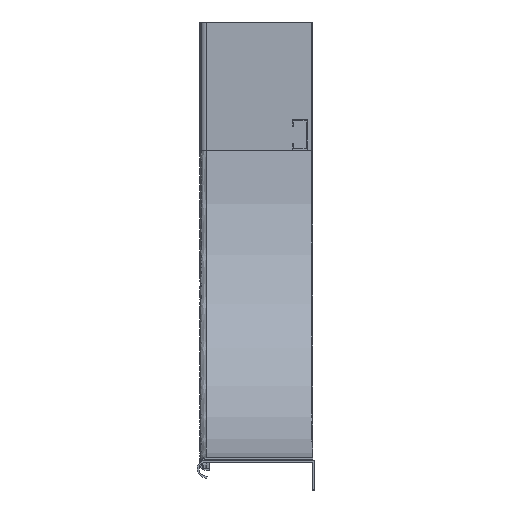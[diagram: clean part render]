
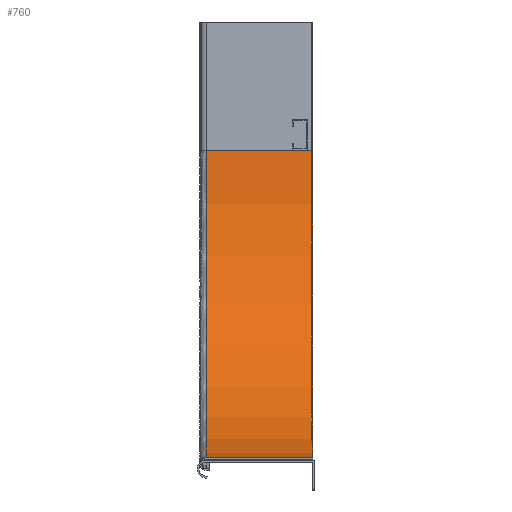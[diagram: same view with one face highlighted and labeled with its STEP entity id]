
A CAD part, left-side view. The second image highlights one B-rep face of the part: STEP entity #760.
In plain terms, the highlighted cylindrical face has radius 300 mm (diameter 600 mm), a partial arc.
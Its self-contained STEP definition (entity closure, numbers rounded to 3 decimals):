
#361 = CARTESIAN_POINT ( 'NONE',  ( 0., 0., -125. ) ) ;
#615 = VERTEX_POINT ( 'NONE', #4155 ) ;
#760 = ADVANCED_FACE ( 'NONE', ( #13329 ), #14175, .F. ) ;
#822 = CIRCLE ( 'NONE', #17510, 300. ) ;
#1095 = VECTOR ( 'NONE', #8358, 1000. ) ;
#1120 = CARTESIAN_POINT ( 'NONE',  ( 0., 104., -125. ) ) ;
#2091 = LINE ( 'NONE', #17580, #2569 ) ;
#2569 = VECTOR ( 'NONE', #17398, 1000. ) ;
#2985 = CIRCLE ( 'NONE', #8136, 300. ) ;
#3539 = VERTEX_POINT ( 'NONE', #361 ) ;
#4155 = CARTESIAN_POINT ( 'NONE',  ( 300., 104., -425. ) ) ;
#4405 = EDGE_CURVE ( 'NONE', #3539, #7943, #2091, .T. ) ;
#4636 = EDGE_CURVE ( 'NONE', #615, #7674, #16071, .T. ) ;
#5224 = AXIS2_PLACEMENT_3D ( 'NONE', #14850, #17388, #10548 ) ;
#5901 = EDGE_LOOP ( 'NONE', ( #12145, #11266, #10813, #10368 ) ) ;
#6224 = CARTESIAN_POINT ( 'NONE',  ( 300., 0., -425. ) ) ;
#7133 = CARTESIAN_POINT ( 'NONE',  ( 300., 104., -125. ) ) ;
#7549 = CARTESIAN_POINT ( 'NONE',  ( 300., 0., -425. ) ) ;
#7674 = VERTEX_POINT ( 'NONE', #6224 ) ;
#7943 = VERTEX_POINT ( 'NONE', #1120 ) ;
#8021 = DIRECTION ( 'NONE',  ( 0., 1., 0. ) ) ;
#8136 = AXIS2_PLACEMENT_3D ( 'NONE', #16165, #8021, #17518 ) ;
#8358 = DIRECTION ( 'NONE',  ( 0., -1., 0. ) ) ;
#8496 = DIRECTION ( 'NONE',  ( 0., 0., -1. ) ) ;
#9870 = EDGE_CURVE ( 'NONE', #7943, #615, #822, .T. ) ;
#10368 = ORIENTED_EDGE ( 'NONE', *, *, #4405, .F. ) ;
#10548 = DIRECTION ( 'NONE',  ( 0., 0., -1. ) ) ;
#10813 = ORIENTED_EDGE ( 'NONE', *, *, #9870, .F. ) ;
#11266 = ORIENTED_EDGE ( 'NONE', *, *, #4636, .F. ) ;
#12145 = ORIENTED_EDGE ( 'NONE', *, *, #17440, .F. ) ;
#13329 = FACE_OUTER_BOUND ( 'NONE', #5901, .T. ) ;
#14175 = CYLINDRICAL_SURFACE ( 'NONE', #5224, 300. ) ;
#14850 = CARTESIAN_POINT ( 'NONE',  ( 300., 0., -125. ) ) ;
#16071 = LINE ( 'NONE', #7549, #1095 ) ;
#16165 = CARTESIAN_POINT ( 'NONE',  ( 300., 0., -125. ) ) ;
#16640 = DIRECTION ( 'NONE',  ( 0., -1., 0. ) ) ;
#17388 = DIRECTION ( 'NONE',  ( 0., -1., 0. ) ) ;
#17398 = DIRECTION ( 'NONE',  ( 0., 1., 0. ) ) ;
#17440 = EDGE_CURVE ( 'NONE', #7674, #3539, #2985, .T. ) ;
#17510 = AXIS2_PLACEMENT_3D ( 'NONE', #7133, #16640, #8496 ) ;
#17518 = DIRECTION ( 'NONE',  ( 0., 0., -1. ) ) ;
#17580 = CARTESIAN_POINT ( 'NONE',  ( 0., 0., -125. ) ) ;
